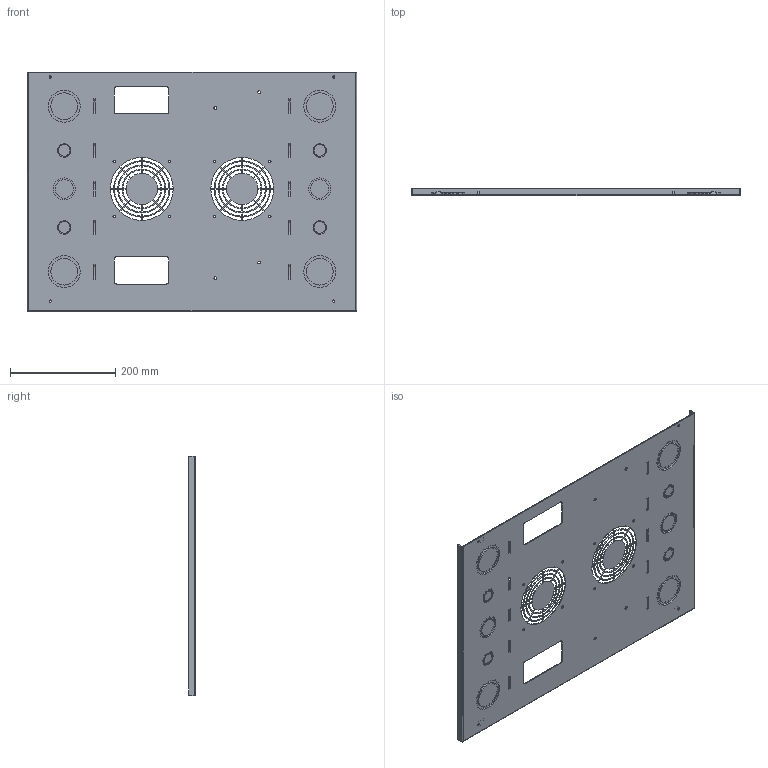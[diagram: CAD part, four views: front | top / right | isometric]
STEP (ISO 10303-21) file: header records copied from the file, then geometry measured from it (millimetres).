
FILE_DESCRIPTION (( 'STEP AP203' ), '1' );
FILE_NAME ('SDC9UCFP.step', '2020-11-11T21:57:33', ( 'ADC123' ), ( 'Microsoft' ), 'SwSTEP 2.0', 'SolidWorks 2019', '' );
FILE_SCHEMA (( 'CONFIG_CONTROL_DESIGN' ));
Length unit declared in the file: inch
Products named in the file (1): SDC9UCFP
Bounding box: 624.69 x 12.7 x 454.66 mm (x, y, z)
Volume: 413370.9 mm3; surface area: 583206.5 mm2
Topology: 5 solids, 5 shells, 646 faces, 1752 edges, 1136 vertices
Faces by surface type: plane 404, cylinder 238, bspline 4
Full cylindrical faces by diameter (mm): 4.496 x4, 4.775 x8, 5.537 x4, 19.329 x4, 22.225 x4, 25.679 x4, 28.575 x4, 32.029 x2, 34.925 x2, 41.554 x2, 44.45 x2, 47.904 x4, 50.8 x4, 60.604 x4, 63.5 x4
Entity records: 20651 total; most frequent: CARTESIAN_POINT 3723, DIRECTION 3442, ORIENTED_EDGE 3392, EDGE_CURVE 1696, VECTOR 1220, LINE 1220, VERTEX_POINT 1136, AXIS2_PLACEMENT_3D 1111
